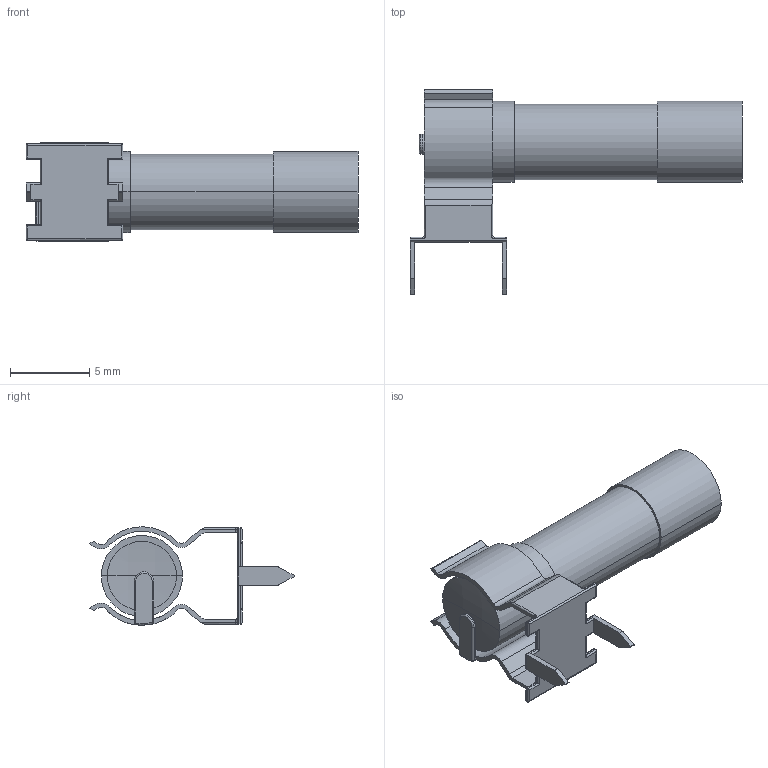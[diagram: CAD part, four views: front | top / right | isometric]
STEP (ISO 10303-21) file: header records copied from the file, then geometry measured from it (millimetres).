
FILE_DESCRIPTION (( 'STEP AP214' ), '1' );
FILE_NAME ('SW3dPS-Full P2.STEP', '2013-01-31T14:33:40', ( 'Master' ), ( '' ), 'SwSTEP 2.0', 'SolidWorks 2010', '' );
FILE_SCHEMA (( 'AUTOMOTIVE_DESIGN' ));
Length unit declared in the file: millimetre
Products named in the file (3): SW3dPS-Full Fuse_Fuse Leg_2009; SW3dPS-Full Fuse_Fuse Small 1A; SW3dPS-Full P2
Assembly tree (2 placements, depth 2):
  SW3dPS-Full P2
    SW3dPS-Full Fuse_Fuse Small 1A
    SW3dPS-Full Fuse_Fuse Leg_2009
Bounding box: 20.9 x 12.9 x 6.19 mm (x, y, z)
Volume: 119.6 mm3; surface area: 1263.3 mm2
Topology: 5 solids, 5 shells, 165 faces, 401 edges, 246 vertices
Faces by surface type: cylinder 97, plane 56, bspline 12
Entity records: 5358 total; most frequent: CARTESIAN_POINT 1220, ORIENTED_EDGE 798, DIRECTION 771, EDGE_CURVE 399, AXIS2_PLACEMENT_3D 269, VERTEX_POINT 246, LINE 233, VECTOR 233
